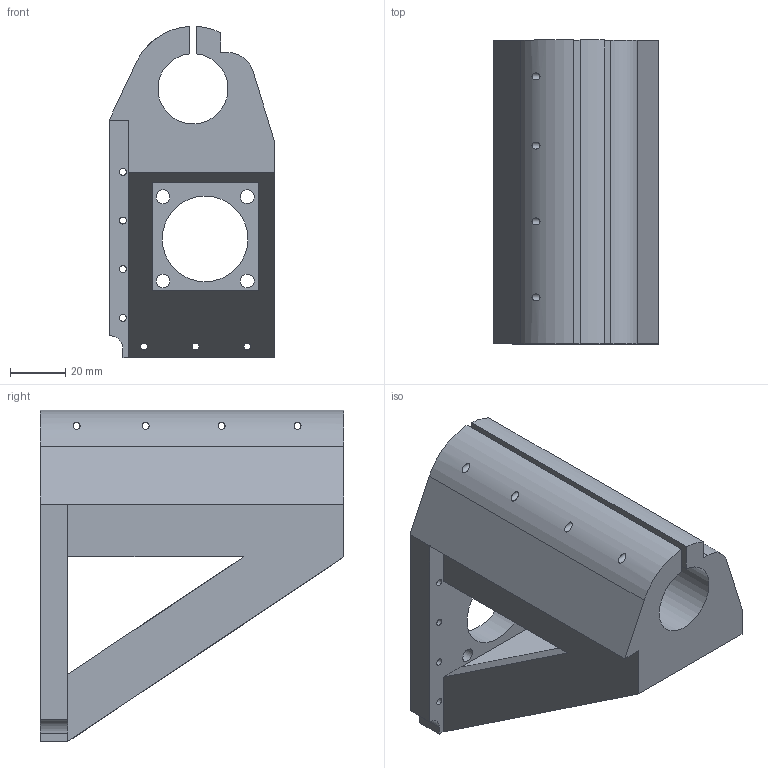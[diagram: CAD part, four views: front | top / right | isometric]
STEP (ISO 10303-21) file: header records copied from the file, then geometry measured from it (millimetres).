
FILE_DESCRIPTION(/* description */ (''),/* implementation_level */ '2;1');
FILE_NAME(/* name */ 'SmoothOpticalSupport.step',/* time_stamp */ '2020-12-21T16:40:08-05:00',/* author */ (''),/* organization */ (''),/* preprocessor_version */ 'ST-DEVELOPER v18.1',/* originating_system */ 'Autodesk Translation Framework v9.7.1.1290',/* authorisation */ '');
FILE_SCHEMA (('AUTOMOTIVE_DESIGN { 1 0 10303 214 3 1 1 }'));
Length unit declared in the file: millimetre
Products named in the file (1): SmoothOpticalSupport
Bounding box: 60 x 110 x 119.95 mm (x, y, z)
Volume: 285873.7 mm3; surface area: 58181.6 mm2
Topology: 1 solids, 1 shells, 47 faces, 141 edges, 94 vertices
Faces by surface type: cylinder 25, plane 22
Full cylindrical faces by diameter (mm): 2.529 x11, 3.5 x4, 5 x4, 31 x1
Entity records: 1858 total; most frequent: CARTESIAN_POINT 435, ORIENTED_EDGE 282, DIRECTION 275, EDGE_CURVE 141, VERTEX_POINT 94, AXIS2_PLACEMENT_3D 94, EDGE_LOOP 89, LINE 87
